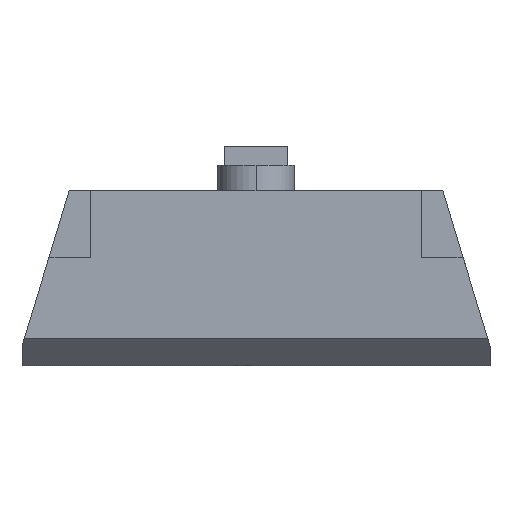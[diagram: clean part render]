
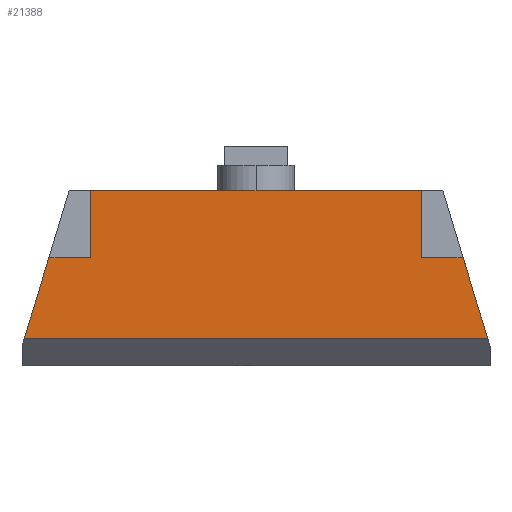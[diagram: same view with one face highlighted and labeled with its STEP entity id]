
A CAD part, left-side view. The second image highlights one B-rep face of the part: STEP entity #21388.
In plain terms, the highlighted planar face has unit normal (-1, 0, 0).
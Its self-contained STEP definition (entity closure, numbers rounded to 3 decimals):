
#20563=CARTESIAN_POINT('POINT676',(-129.921,
   129.921,-52.756));
#20564=VERTEX_POINT('VERTEX676',#20563);
#20565=CARTESIAN_POINT('POINT677',(-129.921,
   162.908,-52.756));
#20566=VERTEX_POINT('VERTEX677',#20565);
#20567=CARTESIAN_POINT('POS1184',(-129.921,
   196.85,-52.756));
#20568=DIRECTION('DIR1832',(0.,1.,0.));
#20569=VECTOR('VEC536',#20568,1.);
#20570=LINE('STRAIGHT536',#20567,#20569);
#20571=EDGE_CURVE('EDGE1043',#20564,#20566,#20570,.T.);
#20920=CARTESIAN_POINT('POINT702',(-129.921,
   -182.238,-116.417));
#20921=VERTEX_POINT('VERTEX702',#20920);
#20928=CARTESIAN_POINT('POINT703',(-129.921,
   182.238,-116.417));
#20929=VERTEX_POINT('VERTEX703',#20928);
#20930=CARTESIAN_POINT('POS1229',(-129.921,
   196.85,-116.417));
#20931=DIRECTION('DIR1887',(0.,-1.,0.));
#20932=VECTOR('VEC571',#20931,1.);
#20933=LINE('STRAIGHT571',#20930,#20932);
#20934=EDGE_CURVE('EDGE1078',#20929,#20921,#20933,.T.);
#20952=CARTESIAN_POINT('POINT704',(-129.921,
   129.921,0.));
#20953=VERTEX_POINT('VERTEX704',#20952);
#20954=CARTESIAN_POINT('POS1232',(-129.921,
   129.921,0.));
#20955=DIRECTION('DIR1891',(0.,0.,-1.));
#20956=VECTOR('VEC573',#20955,1.);
#20957=LINE('STRAIGHT573',#20954,#20956);
#20958=EDGE_CURVE('EDGE1080',#20953,#20564,#20957,.T.);
#21086=CARTESIAN_POINT('POS1249',(-129.921,
   167.289,-67.184));
#21087=DIRECTION('DIR1913',(0.,0.291,
   -0.957));
#21088=VECTOR('VEC585',#21087,1.);
#21089=LINE('STRAIGHT585',#21086,#21088);
#21090=EDGE_CURVE('EDGE1092',#20566,#20929,#21089,.T.);
#21347=CARTESIAN_POINT('POINT721',(-129.921,
   -162.908,-52.756));
#21348=VERTEX_POINT('VERTEX721',#21347);
#21349=CARTESIAN_POINT('POS1281',(-129.921,
   -134.056,42.266));
#21350=DIRECTION('DIR1954',(0.,0.291,
   0.957));
#21351=VECTOR('VEC608',#21350,1.);
#21352=LINE('STRAIGHT608',#21349,#21351);
#21353=EDGE_CURVE('EDGE1115',#20921,#21348,#21352,.T.);
#21354=ORIENTED_EDGE('COEDGE2193',*,*,#21353,.T.);
#21355=CARTESIAN_POINT('POINT722',(-129.921,
   -129.921,-52.756));
#21356=VERTEX_POINT('VERTEX722',#21355);
#21357=CARTESIAN_POINT('POS1282',(-129.921,
   -163.386,-52.756));
#21358=DIRECTION('DIR1955',(0.,-1.,0.));
#21359=VECTOR('VEC609',#21358,1.);
#21360=LINE('STRAIGHT609',#21357,#21359);
#21361=EDGE_CURVE('EDGE1116',#21356,#21348,#21360,.T.);
#21362=ORIENTED_EDGE('COEDGE2194',*,*,#21361,.F.);
#21363=CARTESIAN_POINT('POINT723',(-129.921,
   -129.921,0.));
#21364=VERTEX_POINT('VERTEX723',#21363);
#21365=CARTESIAN_POINT('POS1283',(-129.921,
   -129.921,0.));
#21366=DIRECTION('DIR1956',(0.,0.,-1.));
#21367=VECTOR('VEC610',#21366,1.);
#21368=LINE('STRAIGHT610',#21365,#21367);
#21369=EDGE_CURVE('EDGE1117',#21364,#21356,#21368,.T.);
#21370=ORIENTED_EDGE('COEDGE2195',*,*,#21369,.F.);
#21371=CARTESIAN_POINT('POS1284',(-129.921,
   196.85,0.));
#21372=DIRECTION('DIR1957',(0.,-1.,0.));
#21373=VECTOR('VEC611',#21372,1.);
#21374=LINE('STRAIGHT611',#21371,#21373);
#21375=EDGE_CURVE('EDGE1118',#20953,#21364,#21374,.T.);
#21376=ORIENTED_EDGE('COEDGE2196',*,*,#21375,.F.);
#21377=ORIENTED_EDGE('COEDGE2197',*,*,#20958,.T.);
#21378=ORIENTED_EDGE('COEDGE2198',*,*,#20571,.T.);
#21379=ORIENTED_EDGE('COEDGE2199',*,*,#21090,.T.);
#21380=ORIENTED_EDGE('COEDGE2200',*,*,#20934,.T.);
#21381=EDGE_LOOP('NONE',(#21354,#21362,#21370,#21376,#21377,#21378,
   #21379,#21380));
#21382=FACE_BOUND('LOOP1',#21381,.T.);
#21383=CARTESIAN_POINT('POS1285',(-129.921,
   196.85,-58.209));
#21384=DIRECTION('DIR1958',(1.,0.,0.));
#21385=DIRECTION('DIR1959',(0.,1.,0.));
#21386=AXIS2_PLACEMENT_3D('AXIS674',#21383,#21384,#21385);
#21387=PLANE('PLANE286',#21386);
#21388=ADVANCED_FACE('FACE524',(#21382),#21387,.F.);
